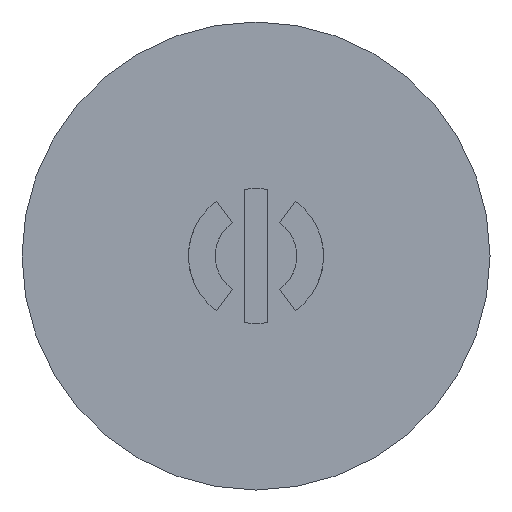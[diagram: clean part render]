
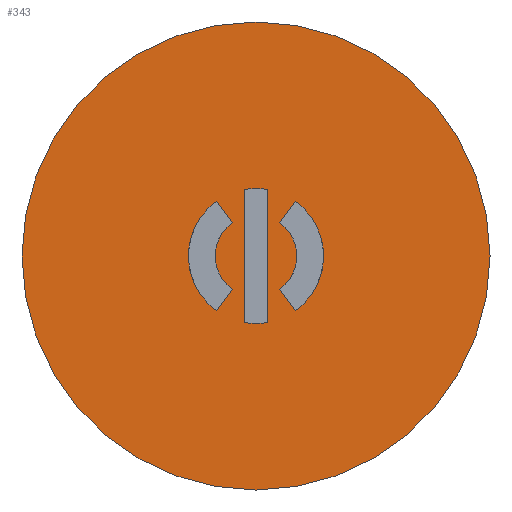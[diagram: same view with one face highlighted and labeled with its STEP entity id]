
A CAD part, front view. The second image highlights one B-rep face of the part: STEP entity #343.
In plain terms, the highlighted planar face has unit normal (0, -1, 0).
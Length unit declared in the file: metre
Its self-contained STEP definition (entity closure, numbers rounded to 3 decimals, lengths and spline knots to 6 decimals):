
#34=LINE('',#622,#58);
#35=LINE('',#623,#59);
#36=LINE('',#624,#60);
#37=LINE('',#625,#61);
#38=LINE('',#626,#62);
#39=LINE('',#627,#63);
#58=VECTOR('',#474,1.);
#59=VECTOR('',#475,1.);
#60=VECTOR('',#476,1.);
#61=VECTOR('',#477,1.);
#62=VECTOR('',#478,1.);
#63=VECTOR('',#479,1.);
#67=PLANE('',#391);
#117=ORIENTED_EDGE('',*,*,#199,.T.);
#118=ORIENTED_EDGE('',*,*,#178,.T.);
#119=ORIENTED_EDGE('',*,*,#200,.F.);
#120=ORIENTED_EDGE('',*,*,#190,.F.);
#121=ORIENTED_EDGE('',*,*,#201,.F.);
#122=ORIENTED_EDGE('',*,*,#186,.F.);
#123=ORIENTED_EDGE('',*,*,#202,.T.);
#124=ORIENTED_EDGE('',*,*,#197,.F.);
#125=ORIENTED_EDGE('',*,*,#194,.T.);
#126=ORIENTED_EDGE('',*,*,#203,.F.);
#127=ORIENTED_EDGE('',*,*,#182,.F.);
#128=ORIENTED_EDGE('',*,*,#204,.T.);
#129=ORIENTED_EDGE('',*,*,#163,.T.);
#163=EDGE_CURVE('',#207,#207,#239,.T.);
#178=EDGE_CURVE('',#222,#223,#247,.T.);
#182=EDGE_CURVE('',#225,#226,#248,.T.);
#186=EDGE_CURVE('',#227,#228,#249,.T.);
#190=EDGE_CURVE('',#230,#231,#250,.T.);
#194=EDGE_CURVE('',#234,#233,#251,.T.);
#197=EDGE_CURVE('',#235,#236,#252,.T.);
#199=EDGE_CURVE('',#230,#222,#34,.T.);
#200=EDGE_CURVE('',#231,#223,#35,.T.);
#201=EDGE_CURVE('',#228,#235,#36,.T.);
#202=EDGE_CURVE('',#227,#236,#37,.T.);
#203=EDGE_CURVE('',#226,#233,#38,.T.);
#204=EDGE_CURVE('',#225,#234,#39,.T.);
#207=VERTEX_POINT('',#507);
#222=VERTEX_POINT('',#551);
#223=VERTEX_POINT('',#552);
#225=VERTEX_POINT('',#569);
#226=VERTEX_POINT('',#570);
#227=VERTEX_POINT('',#575);
#228=VERTEX_POINT('',#577);
#230=VERTEX_POINT('',#593);
#231=VERTEX_POINT('',#595);
#233=VERTEX_POINT('',#611);
#234=VERTEX_POINT('',#613);
#235=VERTEX_POINT('',#617);
#236=VERTEX_POINT('',#619);
#239=CIRCLE('',#368,0.0175);
#247=CIRCLE('',#380,0.00305);
#248=CIRCLE('',#382,0.00505);
#249=CIRCLE('',#384,0.00505);
#250=CIRCLE('',#386,0.00505);
#251=CIRCLE('',#388,0.00305);
#252=CIRCLE('',#390,0.00505);
#270=EDGE_LOOP('',(#117,#118,#119,#120));
#271=EDGE_LOOP('',(#121,#122,#123,#124));
#272=EDGE_LOOP('',(#125,#126,#127,#128));
#273=EDGE_LOOP('',(#129));
#304=FACE_BOUND('',#270,.T.);
#305=FACE_BOUND('',#271,.T.);
#306=FACE_BOUND('',#272,.T.);
#307=FACE_BOUND('',#273,.T.);
#343=ADVANCED_FACE('',(#304,#305,#306,#307),#67,.T.);
#368=AXIS2_PLACEMENT_3D('',#506,#408,#409);
#380=AXIS2_PLACEMENT_3D('',#550,#438,#439);
#382=AXIS2_PLACEMENT_3D('',#568,#444,#445);
#384=AXIS2_PLACEMENT_3D('',#576,#451,#452);
#386=AXIS2_PLACEMENT_3D('',#594,#457,#458);
#388=AXIS2_PLACEMENT_3D('',#612,#463,#464);
#390=AXIS2_PLACEMENT_3D('',#618,#469,#470);
#391=AXIS2_PLACEMENT_3D('',#621,#472,#473);
#408=DIRECTION('',(0.,-1.,0.));
#409=DIRECTION('',(0.,0.,-1.));
#438=DIRECTION('',(0.,-1.,0.));
#439=DIRECTION('',(0.,0.,-1.));
#444=DIRECTION('',(0.,-1.,0.));
#445=DIRECTION('',(0.,0.,-1.));
#451=DIRECTION('',(0.,-1.,0.));
#452=DIRECTION('',(0.,0.,-1.));
#457=DIRECTION('',(0.,-1.,0.));
#458=DIRECTION('',(0.,0.,-1.));
#463=DIRECTION('',(0.,-1.,0.));
#464=DIRECTION('',(0.,0.,-1.));
#469=DIRECTION('',(0.,-1.,0.));
#470=DIRECTION('',(0.,0.,-1.));
#472=DIRECTION('',(0.,-1.,0.));
#473=DIRECTION('',(1.,0.,0.));
#474=DIRECTION('',(-0.581,0.,0.814));
#475=DIRECTION('',(-0.581,0.,-0.814));
#476=DIRECTION('',(0.,0.,1.));
#477=DIRECTION('',(0.,0.,1.));
#478=DIRECTION('',(0.581,0.,0.814));
#479=DIRECTION('',(0.581,0.,-0.814));
#506=CARTESIAN_POINT('',(-0.005,-0.102,0.));
#507=CARTESIAN_POINT('',(-0.005,-0.102,-0.0175));
#550=CARTESIAN_POINT('',(-0.005,-0.102,0.));
#551=CARTESIAN_POINT('',(-0.003227,-0.102,-0.002482));
#552=CARTESIAN_POINT('',(-0.003227,-0.102,0.002482));
#568=CARTESIAN_POINT('',(-0.005,-0.102,0.));
#569=CARTESIAN_POINT('',(-0.007936,-0.102,0.004109));
#570=CARTESIAN_POINT('',(-0.007936,-0.102,-0.004109));
#575=CARTESIAN_POINT('',(-0.005875,-0.102,-0.004974));
#576=CARTESIAN_POINT('',(-0.005,-0.102,0.));
#577=CARTESIAN_POINT('',(-0.004125,-0.102,-0.004974));
#593=CARTESIAN_POINT('',(-0.002064,-0.102,-0.004109));
#594=CARTESIAN_POINT('',(-0.005,-0.102,0.));
#595=CARTESIAN_POINT('',(-0.002064,-0.102,0.004109));
#611=CARTESIAN_POINT('',(-0.006773,-0.102,-0.002482));
#612=CARTESIAN_POINT('',(-0.005,-0.102,0.));
#613=CARTESIAN_POINT('',(-0.006773,-0.102,0.002482));
#617=CARTESIAN_POINT('',(-0.004125,-0.102,0.004974));
#618=CARTESIAN_POINT('',(-0.005,-0.102,0.));
#619=CARTESIAN_POINT('',(-0.005875,-0.102,0.004974));
#621=CARTESIAN_POINT('',(-0.005,-0.102,0.));
#622=CARTESIAN_POINT('',(-0.002646,-0.102,-0.003295));
#623=CARTESIAN_POINT('',(-0.002646,-0.102,0.003295));
#624=CARTESIAN_POINT('',(-0.004125,-0.102,0.));
#625=CARTESIAN_POINT('',(-0.005875,-0.102,0.));
#626=CARTESIAN_POINT('',(-0.007354,-0.102,-0.003295));
#627=CARTESIAN_POINT('',(-0.007354,-0.102,0.003295));
